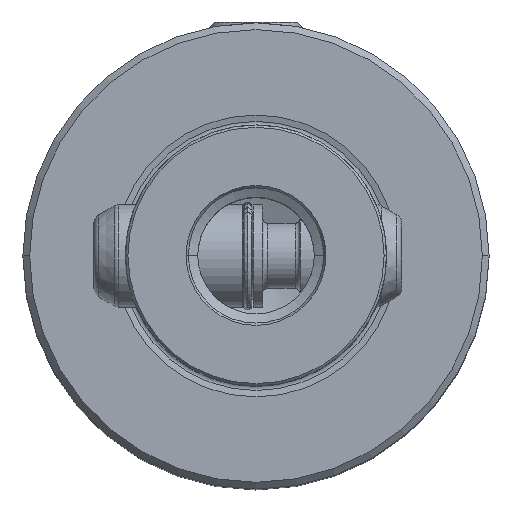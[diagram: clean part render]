
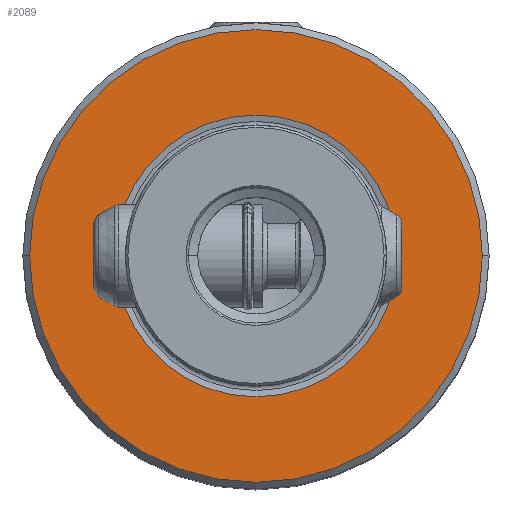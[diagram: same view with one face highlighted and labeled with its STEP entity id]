
A CAD part, top view. The second image highlights one B-rep face of the part: STEP entity #2089.
In plain terms, the highlighted planar face has unit normal (0, 0, 1).
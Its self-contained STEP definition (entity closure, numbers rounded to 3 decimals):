
#869=VERTEX_POINT('NONE',#2383);
#883=VERTEX_POINT('NONE',#2398);
#993=EDGE_CURVE('NONE',#1573,#869,#2525,.T.);
#1063=EDGE_CURVE('NONE',#1321,#883,#2605,.T.);
#1321=VERTEX_POINT('NONE',#2896);
#1503=EDGE_CURVE('NONE',#883,#1321,#3093,.T.);
#1573=VERTEX_POINT('NONE',#3170);
#2071=EDGE_CURVE('NONE',#869,#1573,#3732,.T.);
#2089=ADVANCED_FACE('NONE',(#3752,#3753),#3754,.T.);
#2383=CARTESIAN_POINT('',(-15.112,0.,0.0));
#2398=CARTESIAN_POINT('',(24.275,0.,0.0));
#2525=CIRCLE('',#4383,15.112);
#2605=CIRCLE('',#4568,24.275);
#2896=CARTESIAN_POINT('',(-24.275,0.,0.0));
#3093=CIRCLE('',#5471,24.275);
#3170=CARTESIAN_POINT('',(15.112,0.,0.0));
#3732=CIRCLE('',#6743,15.112);
#3752=FACE_OUTER_BOUND('',#6766,.T.);
#3753=FACE_BOUND('',#6767,.T.);
#3754=PLANE('',#6768);
#4383=AXIS2_PLACEMENT_3D('',#7387,#7388,#7389);
#4568=AXIS2_PLACEMENT_3D('',#7510,#7511,#7512);
#5471=AXIS2_PLACEMENT_3D('',#8133,#8134,#8135);
#6743=AXIS2_PLACEMENT_3D('',#8936,#8937,#8938);
#6766=EDGE_LOOP('',(#8963,#8964));
#6767=EDGE_LOOP('',(#8965,#8966));
#6768=AXIS2_PLACEMENT_3D('',#8967,#8968,#8969);
#7387=CARTESIAN_POINT('',(0.0,0.0,0.0));
#7388=DIRECTION('',(0.0,-0.0,1.0));
#7389=DIRECTION('',(0.0,1.0,0.0));
#7510=CARTESIAN_POINT('',(0.0,0.0,0.0));
#7511=DIRECTION('',(0.0,0.0,-1.0));
#7512=DIRECTION('',(0.0,1.0,0.0));
#8133=CARTESIAN_POINT('',(0.0,0.0,0.0));
#8134=DIRECTION('',(0.0,0.0,-1.0));
#8135=DIRECTION('',(0.0,1.0,0.0));
#8936=CARTESIAN_POINT('',(0.0,0.0,0.0));
#8937=DIRECTION('',(0.0,-0.0,1.0));
#8938=DIRECTION('',(0.0,1.0,0.0));
#8963=ORIENTED_EDGE('',*,*,#1063,.F.);
#8964=ORIENTED_EDGE('',*,*,#1503,.F.);
#8965=ORIENTED_EDGE('',*,*,#993,.F.);
#8966=ORIENTED_EDGE('',*,*,#2071,.F.);
#8967=CARTESIAN_POINT('',(-14.0,0.0,0.0));
#8968=DIRECTION('',(-0.0,0.0,1.0));
#8969=DIRECTION('',(0.0,1.0,0.0));
